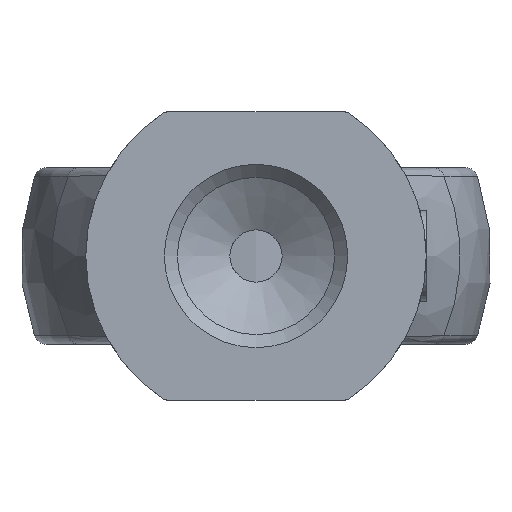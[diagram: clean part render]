
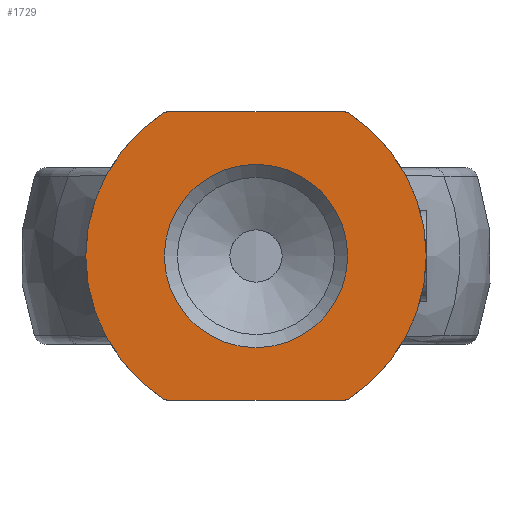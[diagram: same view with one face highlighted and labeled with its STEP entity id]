
A CAD part, front view. The second image highlights one B-rep face of the part: STEP entity #1729.
In plain terms, the highlighted planar face has unit normal (0, -1, 0).
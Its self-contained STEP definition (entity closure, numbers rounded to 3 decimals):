
#1 = CARTESIAN_POINT ( 'NONE',  ( 0., -30., 0. ) ) ;
#32 = CIRCLE ( 'NONE', #343, 0.2 ) ;
#35 = CIRCLE ( 'NONE', #1328, 0.2 ) ;
#77 = CARTESIAN_POINT ( 'NONE',  ( 3.514, -30., 5.468 ) ) ;
#135 = CARTESIAN_POINT ( 'NONE',  ( -9., -30., -5.5 ) ) ;
#160 = AXIS2_PLACEMENT_3D ( 'NONE', #2735, #2020, #1514 ) ;
#221 = VECTOR ( 'NONE', #1776, 1000. ) ;
#237 = CARTESIAN_POINT ( 'NONE',  ( -3.406, -30., 5.3 ) ) ;
#256 = EDGE_CURVE ( 'NONE', #2817, #1745, #2706, .T. ) ;
#257 = CARTESIAN_POINT ( 'NONE',  ( 0., -30., 0. ) ) ;
#272 = CIRCLE ( 'NONE', #2321, 0.2 ) ;
#330 = DIRECTION ( 'NONE',  ( 0., 0., -1. ) ) ;
#343 = AXIS2_PLACEMENT_3D ( 'NONE', #237, #960, #1399 ) ;
#362 = CARTESIAN_POINT ( 'NONE',  ( -3.406, -30., -5.3 ) ) ;
#368 = VERTEX_POINT ( 'NONE', #2310 ) ;
#414 = EDGE_CURVE ( 'NONE', #1096, #2755, #32, .T. ) ;
#486 = DIRECTION ( 'NONE',  ( 0., -1., 0. ) ) ;
#630 = ORIENTED_EDGE ( 'NONE', *, *, #1120, .T. ) ;
#654 = DIRECTION ( 'NONE',  ( 0., 1., 0. ) ) ;
#714 = ORIENTED_EDGE ( 'NONE', *, *, #1230, .T. ) ;
#722 = EDGE_CURVE ( 'NONE', #1745, #2247, #2448, .T. ) ;
#910 = CARTESIAN_POINT ( 'NONE',  ( 3.406, -30., -5.5 ) ) ;
#923 = ORIENTED_EDGE ( 'NONE', *, *, #1249, .F. ) ;
#960 = DIRECTION ( 'NONE',  ( 0., -1., 0. ) ) ;
#982 = AXIS2_PLACEMENT_3D ( 'NONE', #2851, #2127, #2644 ) ;
#1021 = EDGE_CURVE ( 'NONE', #2755, #1049, #2864, .T. ) ;
#1030 = CARTESIAN_POINT ( 'NONE',  ( 3.514, -30., -5.468 ) ) ;
#1031 = CARTESIAN_POINT ( 'NONE',  ( -3.406, -30., -5.5 ) ) ;
#1049 = VERTEX_POINT ( 'NONE', #1245 ) ;
#1061 = FACE_OUTER_BOUND ( 'NONE', #1425, .T. ) ;
#1096 = VERTEX_POINT ( 'NONE', #1302 ) ;
#1120 = EDGE_CURVE ( 'NONE', #1049, #1677, #35, .T. ) ;
#1163 = ORIENTED_EDGE ( 'NONE', *, *, #256, .T. ) ;
#1215 = VERTEX_POINT ( 'NONE', #910 ) ;
#1230 = EDGE_CURVE ( 'NONE', #368, #368, #1278, .T. ) ;
#1245 = CARTESIAN_POINT ( 'NONE',  ( -3.514, -30., -5.468 ) ) ;
#1249 = EDGE_CURVE ( 'NONE', #1215, #1677, #2599, .T. ) ;
#1278 = CIRCLE ( 'NONE', #2873, 3.5 ) ;
#1295 = FACE_BOUND ( 'NONE', #2060, .T. ) ;
#1302 = CARTESIAN_POINT ( 'NONE',  ( -3.406, -30., 5.5 ) ) ;
#1306 = LINE ( 'NONE', #3005, #221 ) ;
#1328 = AXIS2_PLACEMENT_3D ( 'NONE', #362, #1335, #330 ) ;
#1329 = ORIENTED_EDGE ( 'NONE', *, *, #722, .T. ) ;
#1335 = DIRECTION ( 'NONE',  ( 0., -1., 0. ) ) ;
#1399 = DIRECTION ( 'NONE',  ( 0., 0., -1. ) ) ;
#1425 = EDGE_LOOP ( 'NONE', ( #2302, #630, #923, #2004, #1163, #1329, #2980, #2491 ) ) ;
#1440 = CARTESIAN_POINT ( 'NONE',  ( -3.514, -30., 5.468 ) ) ;
#1514 = DIRECTION ( 'NONE',  ( 0., 0., -1. ) ) ;
#1603 = CARTESIAN_POINT ( 'NONE',  ( 0., -30., 0. ) ) ;
#1635 = AXIS2_PLACEMENT_3D ( 'NONE', #1, #1927, #1959 ) ;
#1677 = VERTEX_POINT ( 'NONE', #1031 ) ;
#1729 = ADVANCED_FACE ( 'NONE', ( #1295, #1061 ), #2282, .T. ) ;
#1745 = VERTEX_POINT ( 'NONE', #77 ) ;
#1776 = DIRECTION ( 'NONE',  ( 1., 0., 0. ) ) ;
#1842 = DIRECTION ( 'NONE',  ( -1., 0., 0. ) ) ;
#1890 = DIRECTION ( 'NONE',  ( 0., 0., -1. ) ) ;
#1927 = DIRECTION ( 'NONE',  ( 0., -1., 0. ) ) ;
#1959 = DIRECTION ( 'NONE',  ( 0., 0., -1. ) ) ;
#2004 = ORIENTED_EDGE ( 'NONE', *, *, #2670, .T. ) ;
#2020 = DIRECTION ( 'NONE',  ( 0., -1., 0. ) ) ;
#2060 = EDGE_LOOP ( 'NONE', ( #714 ) ) ;
#2127 = DIRECTION ( 'NONE',  ( 0., -1., 0. ) ) ;
#2247 = VERTEX_POINT ( 'NONE', #2634 ) ;
#2282 = PLANE ( 'NONE',  #160 ) ;
#2302 = ORIENTED_EDGE ( 'NONE', *, *, #1021, .T. ) ;
#2310 = CARTESIAN_POINT ( 'NONE',  ( 0., -30., -3.5 ) ) ;
#2321 = AXIS2_PLACEMENT_3D ( 'NONE', #2982, #2823, #3086 ) ;
#2335 = EDGE_CURVE ( 'NONE', #1096, #2247, #1306, .T. ) ;
#2448 = CIRCLE ( 'NONE', #982, 0.2 ) ;
#2491 = ORIENTED_EDGE ( 'NONE', *, *, #414, .T. ) ;
#2599 = LINE ( 'NONE', #135, #3135 ) ;
#2634 = CARTESIAN_POINT ( 'NONE',  ( 3.406, -30., 5.5 ) ) ;
#2644 = DIRECTION ( 'NONE',  ( 0., 0., -1. ) ) ;
#2670 = EDGE_CURVE ( 'NONE', #1215, #2817, #272, .T. ) ;
#2706 = CIRCLE ( 'NONE', #1635, 6.5 ) ;
#2735 = CARTESIAN_POINT ( 'NONE',  ( 0., -30., 0. ) ) ;
#2755 = VERTEX_POINT ( 'NONE', #1440 ) ;
#2817 = VERTEX_POINT ( 'NONE', #1030 ) ;
#2823 = DIRECTION ( 'NONE',  ( 0., -1., 0. ) ) ;
#2851 = CARTESIAN_POINT ( 'NONE',  ( 3.406, -30., 5.3 ) ) ;
#2864 = CIRCLE ( 'NONE', #2923, 6.5 ) ;
#2873 = AXIS2_PLACEMENT_3D ( 'NONE', #1603, #654, #1890 ) ;
#2923 = AXIS2_PLACEMENT_3D ( 'NONE', #257, #486, #2943 ) ;
#2943 = DIRECTION ( 'NONE',  ( 0., 0., -1. ) ) ;
#2980 = ORIENTED_EDGE ( 'NONE', *, *, #2335, .F. ) ;
#2982 = CARTESIAN_POINT ( 'NONE',  ( 3.406, -30., -5.3 ) ) ;
#3005 = CARTESIAN_POINT ( 'NONE',  ( -9., -30., 5.5 ) ) ;
#3086 = DIRECTION ( 'NONE',  ( 0., 0., -1. ) ) ;
#3135 = VECTOR ( 'NONE', #1842, 1000. ) ;
